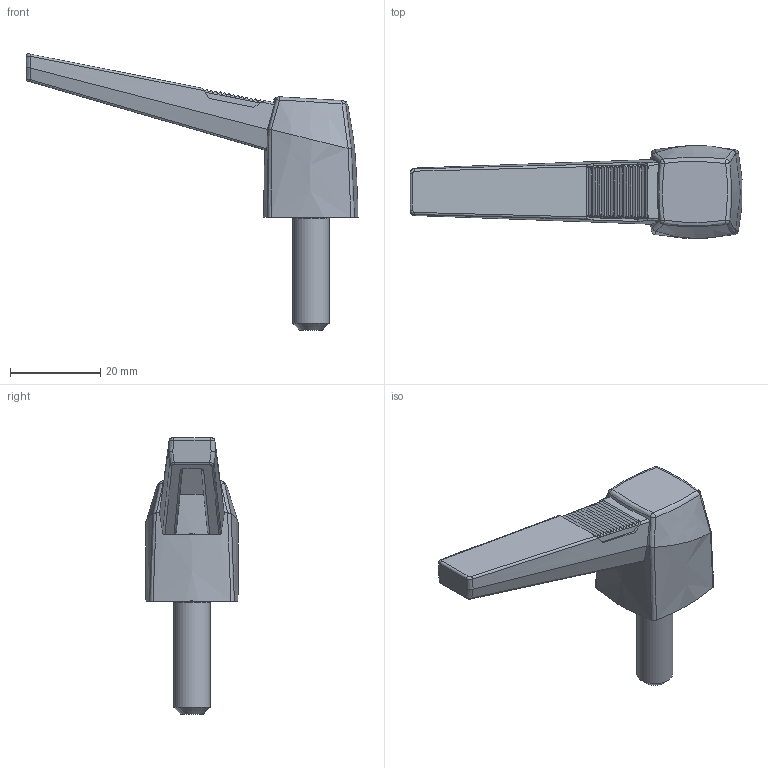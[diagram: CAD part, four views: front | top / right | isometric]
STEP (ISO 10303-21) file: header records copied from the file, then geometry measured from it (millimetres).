
FILE_DESCRIPTION( ( 'Unknown' ), '1' );
FILE_NAME( '6352400_KFP63_M08x25.stp', 'Unknown', ( 'Unknown' ), ( 'Unknown' ), 'PSStep 14.0', 'Unknown', ' ' );
FILE_SCHEMA( ( 'AUTOMOTIVE_DESIGN { 1 0 10303 214 1 1 1 1 }' ) );
Length unit declared in the file: millimetre
Products named in the file (1): 6352400
Bounding box: 73.4 x 20.55 x 61.11 mm (x, y, z)
Volume: 14105.1 mm3; surface area: 6092.3 mm2
Topology: 1 solids, 2 shells, 113 faces, 295 edges, 188 vertices
Faces by surface type: plane 49, bspline 48, cylinder 7, sphere 4, torus 3, cone 2
Full cylindrical faces by diameter (mm): 8 x2
Entity records: 7581 total; most frequent: CARTESIAN_POINT 4277, ORIENTED_EDGE 572, DIRECTION 383, EDGE_CURVE 286, VERTEX_POINT 186, AXIS2_PLACEMENT_3D 160, B_SPLINE_CURVE_WITH_KNOTS 129, EDGE_LOOP 124
